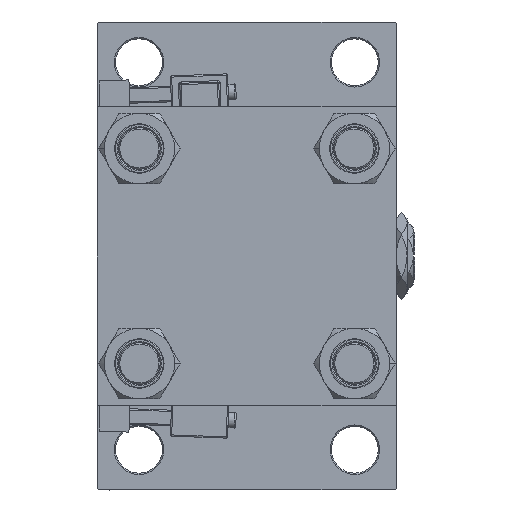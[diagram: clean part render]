
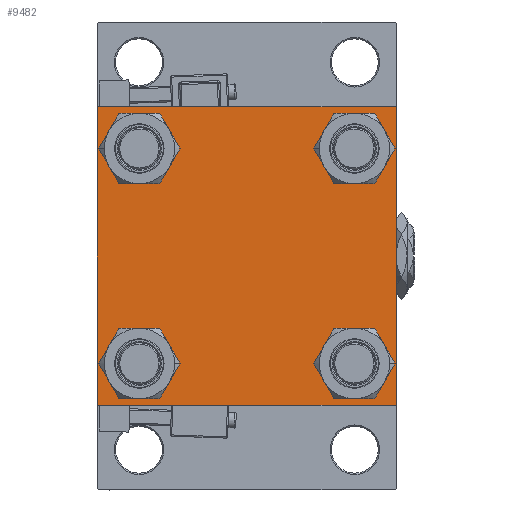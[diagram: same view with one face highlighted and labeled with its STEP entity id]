
A CAD part, left-side view. The second image highlights one B-rep face of the part: STEP entity #9482.
In plain terms, the highlighted planar face has unit normal (-1, 0, 0).
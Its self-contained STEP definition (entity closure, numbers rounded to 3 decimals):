
#931 = DIRECTION ( 'NONE',  ( 1., 0., 0. ) ) ;
#1156 = DIRECTION ( 'NONE',  ( 0., 0., 1. ) ) ;
#1555 = CIRCLE ( 'NONE', #2381, 8.5 ) ;
#1638 = DIRECTION ( 'NONE',  ( -1., 0., 0. ) ) ;
#1893 = FACE_BOUND ( 'NONE', #32850, .T. ) ;
#2152 = PLANE ( 'NONE',  #13932 ) ;
#2381 = AXIS2_PLACEMENT_3D ( 'NONE', #24998, #13381, #33191 ) ;
#2386 = CARTESIAN_POINT ( 'NONE',  ( 0., -41.35, 32.85 ) ) ;
#2412 = CIRCLE ( 'NONE', #8317, 8.5 ) ;
#2698 = ORIENTED_EDGE ( 'NONE', *, *, #45096, .T. ) ;
#3037 = VERTEX_POINT ( 'NONE', #11274 ) ;
#3236 = CARTESIAN_POINT ( 'NONE',  ( 0., -57.25, -57.25 ) ) ;
#3371 = DIRECTION ( 'NONE',  ( 0., 0., -1. ) ) ;
#3455 = CARTESIAN_POINT ( 'NONE',  ( 0., 41.35, 41.35 ) ) ;
#3582 = CARTESIAN_POINT ( 'NONE',  ( 0., -57., -57.5 ) ) ;
#3720 = ORIENTED_EDGE ( 'NONE', *, *, #36161, .T. ) ;
#4552 = LINE ( 'NONE', #47798, #43028 ) ;
#4817 = ORIENTED_EDGE ( 'NONE', *, *, #15168, .T. ) ;
#4879 = VERTEX_POINT ( 'NONE', #30486 ) ;
#5056 = DIRECTION ( 'NONE',  ( 1., 0., 0. ) ) ;
#5140 = DIRECTION ( 'NONE',  ( 0., 0., 1. ) ) ;
#5181 = DIRECTION ( 'NONE',  ( 1., 0., 0. ) ) ;
#5302 = CARTESIAN_POINT ( 'NONE',  ( 0., 57.5, 57. ) ) ;
#6364 = DIRECTION ( 'NONE',  ( 0., 0., 1. ) ) ;
#6440 = ORIENTED_EDGE ( 'NONE', *, *, #7024, .T. ) ;
#6619 = AXIS2_PLACEMENT_3D ( 'NONE', #3455, #35630, #7677 ) ;
#7024 = EDGE_CURVE ( 'NONE', #23307, #35689, #1555, .T. ) ;
#7677 = DIRECTION ( 'NONE',  ( 0., 0., 1. ) ) ;
#7683 = VERTEX_POINT ( 'NONE', #5302 ) ;
#7707 = VECTOR ( 'NONE', #10708, 1000. ) ;
#8317 = AXIS2_PLACEMENT_3D ( 'NONE', #33641, #33119, #41557 ) ;
#8382 = EDGE_CURVE ( 'NONE', #31792, #33885, #36674, .T. ) ;
#9045 = EDGE_CURVE ( 'NONE', #49846, #10639, #28391, .T. ) ;
#9376 = LINE ( 'NONE', #22259, #50985 ) ;
#9482 = ADVANCED_FACE ( 'NONE', ( #42760, #21646, #34847, #1893, #22693 ), #2152, .T. ) ;
#9755 = CARTESIAN_POINT ( 'NONE',  ( 0., 57.5, 57.5 ) ) ;
#9983 = EDGE_LOOP ( 'NONE', ( #6440, #20225 ) ) ;
#10073 = EDGE_CURVE ( 'NONE', #3037, #32690, #21505, .T. ) ;
#10121 = VERTEX_POINT ( 'NONE', #10385 ) ;
#10361 = AXIS2_PLACEMENT_3D ( 'NONE', #45457, #12994, #1156 ) ;
#10385 = CARTESIAN_POINT ( 'NONE',  ( 0., -57., 57.5 ) ) ;
#10601 = AXIS2_PLACEMENT_3D ( 'NONE', #13796, #931, #5140 ) ;
#10639 = VERTEX_POINT ( 'NONE', #12118 ) ;
#10708 = DIRECTION ( 'NONE',  ( 0., -1., 0. ) ) ;
#11261 = CARTESIAN_POINT ( 'NONE',  ( 0., -57.5, 57.5 ) ) ;
#11274 = CARTESIAN_POINT ( 'NONE',  ( 0., 41.35, 32.85 ) ) ;
#11337 = ORIENTED_EDGE ( 'NONE', *, *, #38492, .T. ) ;
#12118 = CARTESIAN_POINT ( 'NONE',  ( 0., -57.5, -57. ) ) ;
#12994 = DIRECTION ( 'NONE',  ( 1., 0., 0. ) ) ;
#13070 = CARTESIAN_POINT ( 'NONE',  ( 0., -41.35, -41.35 ) ) ;
#13381 = DIRECTION ( 'NONE',  ( 1., 0., 0. ) ) ;
#13796 = CARTESIAN_POINT ( 'NONE',  ( 0., 41.35, 41.35 ) ) ;
#13892 = AXIS2_PLACEMENT_3D ( 'NONE', #40801, #48692, #32882 ) ;
#13932 = AXIS2_PLACEMENT_3D ( 'NONE', #50911, #1638, #6364 ) ;
#14380 = CARTESIAN_POINT ( 'NONE',  ( 0., 41.35, -49.85 ) ) ;
#14455 = CIRCLE ( 'NONE', #41454, 8.5 ) ;
#14990 = LINE ( 'NONE', #27114, #43469 ) ;
#15168 = EDGE_CURVE ( 'NONE', #32690, #3037, #21771, .T. ) ;
#15682 = EDGE_CURVE ( 'NONE', #33885, #31792, #2412, .T. ) ;
#16148 = CARTESIAN_POINT ( 'NONE',  ( 0., -41.35, -49.85 ) ) ;
#16485 = AXIS2_PLACEMENT_3D ( 'NONE', #13070, #5181, #21246 ) ;
#19190 = ORIENTED_EDGE ( 'NONE', *, *, #46278, .T. ) ;
#19301 = DIRECTION ( 'NONE',  ( 0., -0.707, 0.707 ) ) ;
#19313 = CARTESIAN_POINT ( 'NONE',  ( 0., 57.5, -57. ) ) ;
#20197 = VERTEX_POINT ( 'NONE', #19313 ) ;
#20225 = ORIENTED_EDGE ( 'NONE', *, *, #29055, .T. ) ;
#20484 = CIRCLE ( 'NONE', #10361, 8.5 ) ;
#21246 = DIRECTION ( 'NONE',  ( 0., 0., 1. ) ) ;
#21505 = CIRCLE ( 'NONE', #10601, 8.5 ) ;
#21646 = FACE_BOUND ( 'NONE', #31391, .T. ) ;
#21771 = CIRCLE ( 'NONE', #6619, 8.5 ) ;
#22096 = EDGE_CURVE ( 'NONE', #49846, #10121, #34555, .T. ) ;
#22259 = CARTESIAN_POINT ( 'NONE',  ( 0., 57.5, -57.5 ) ) ;
#22693 = FACE_OUTER_BOUND ( 'NONE', #25031, .T. ) ;
#22737 = VECTOR ( 'NONE', #30841, 1000. ) ;
#23140 = VECTOR ( 'NONE', #19301, 1000. ) ;
#23307 = VERTEX_POINT ( 'NONE', #29480 ) ;
#23625 = EDGE_LOOP ( 'NONE', ( #24083, #38288 ) ) ;
#23783 = VERTEX_POINT ( 'NONE', #3582 ) ;
#24083 = ORIENTED_EDGE ( 'NONE', *, *, #15682, .T. ) ;
#24851 = LINE ( 'NONE', #9755, #29975 ) ;
#24998 = CARTESIAN_POINT ( 'NONE',  ( 0., 41.35, -41.35 ) ) ;
#25031 = EDGE_LOOP ( 'NONE', ( #36768, #3720, #46417, #2698, #25764, #47216, #36687, #30924 ) ) ;
#25077 = DIRECTION ( 'NONE',  ( 0., 0., 1. ) ) ;
#25764 = ORIENTED_EDGE ( 'NONE', *, *, #9045, .F. ) ;
#25820 = VERTEX_POINT ( 'NONE', #16148 ) ;
#27114 = CARTESIAN_POINT ( 'NONE',  ( 0., 57.25, 57.25 ) ) ;
#28391 = LINE ( 'NONE', #11261, #49304 ) ;
#29055 = EDGE_CURVE ( 'NONE', #35689, #23307, #20484, .T. ) ;
#29480 = CARTESIAN_POINT ( 'NONE',  ( 0., 41.35, -32.85 ) ) ;
#29975 = VECTOR ( 'NONE', #36752, 1000. ) ;
#30486 = CARTESIAN_POINT ( 'NONE',  ( 0., 57., -57.5 ) ) ;
#30841 = DIRECTION ( 'NONE',  ( 0., 0.707, 0.707 ) ) ;
#30924 = ORIENTED_EDGE ( 'NONE', *, *, #50011, .T. ) ;
#31278 = VERTEX_POINT ( 'NONE', #38278 ) ;
#31391 = EDGE_LOOP ( 'NONE', ( #11337, #19190 ) ) ;
#31529 = CARTESIAN_POINT ( 'NONE',  ( 0., 57.5, 57.5 ) ) ;
#31717 = DIRECTION ( 'NONE',  ( 0., -0.707, -0.707 ) ) ;
#31792 = VERTEX_POINT ( 'NONE', #2386 ) ;
#32304 = VERTEX_POINT ( 'NONE', #46227 ) ;
#32690 = VERTEX_POINT ( 'NONE', #42477 ) ;
#32850 = EDGE_LOOP ( 'NONE', ( #4817, #48552 ) ) ;
#32882 = DIRECTION ( 'NONE',  ( 0., 0., 1. ) ) ;
#33119 = DIRECTION ( 'NONE',  ( 1., 0., 0. ) ) ;
#33191 = DIRECTION ( 'NONE',  ( 0., 0., 1. ) ) ;
#33641 = CARTESIAN_POINT ( 'NONE',  ( 0., -41.35, 41.35 ) ) ;
#33885 = VERTEX_POINT ( 'NONE', #37953 ) ;
#34555 = LINE ( 'NONE', #38763, #22737 ) ;
#34847 = FACE_BOUND ( 'NONE', #9983, .T. ) ;
#34981 = LINE ( 'NONE', #31529, #7707 ) ;
#35322 = DIRECTION ( 'NONE',  ( 0., 0.707, -0.707 ) ) ;
#35630 = DIRECTION ( 'NONE',  ( 1., 0., 0. ) ) ;
#35689 = VERTEX_POINT ( 'NONE', #14380 ) ;
#36161 = EDGE_CURVE ( 'NONE', #20197, #4879, #4552, .T. ) ;
#36674 = CIRCLE ( 'NONE', #13892, 8.5 ) ;
#36687 = ORIENTED_EDGE ( 'NONE', *, *, #36786, .F. ) ;
#36752 = DIRECTION ( 'NONE',  ( 0., 0., -1. ) ) ;
#36768 = ORIENTED_EDGE ( 'NONE', *, *, #49936, .T. ) ;
#36786 = EDGE_CURVE ( 'NONE', #31278, #10121, #34981, .T. ) ;
#37229 = CARTESIAN_POINT ( 'NONE',  ( 0., -41.35, -41.35 ) ) ;
#37953 = CARTESIAN_POINT ( 'NONE',  ( 0., -41.35, 49.85 ) ) ;
#38278 = CARTESIAN_POINT ( 'NONE',  ( 0., 57., 57.5 ) ) ;
#38288 = ORIENTED_EDGE ( 'NONE', *, *, #8382, .T. ) ;
#38492 = EDGE_CURVE ( 'NONE', #32304, #25820, #14455, .T. ) ;
#38763 = CARTESIAN_POINT ( 'NONE',  ( 0., -57.25, 57.25 ) ) ;
#40801 = CARTESIAN_POINT ( 'NONE',  ( 0., -41.35, 41.35 ) ) ;
#41454 = AXIS2_PLACEMENT_3D ( 'NONE', #37229, #5056, #25077 ) ;
#41557 = DIRECTION ( 'NONE',  ( 0., 0., 1. ) ) ;
#42477 = CARTESIAN_POINT ( 'NONE',  ( 0., 41.35, 49.85 ) ) ;
#42760 = FACE_BOUND ( 'NONE', #23625, .T. ) ;
#43028 = VECTOR ( 'NONE', #31717, 1000. ) ;
#43321 = LINE ( 'NONE', #3236, #23140 ) ;
#43469 = VECTOR ( 'NONE', #35322, 1000. ) ;
#45096 = EDGE_CURVE ( 'NONE', #23783, #10639, #43321, .T. ) ;
#45457 = CARTESIAN_POINT ( 'NONE',  ( 0., 41.35, -41.35 ) ) ;
#45761 = EDGE_CURVE ( 'NONE', #4879, #23783, #9376, .T. ) ;
#46227 = CARTESIAN_POINT ( 'NONE',  ( 0., -41.35, -32.85 ) ) ;
#46278 = EDGE_CURVE ( 'NONE', #25820, #32304, #50193, .T. ) ;
#46417 = ORIENTED_EDGE ( 'NONE', *, *, #45761, .T. ) ;
#47216 = ORIENTED_EDGE ( 'NONE', *, *, #22096, .T. ) ;
#47798 = CARTESIAN_POINT ( 'NONE',  ( 0., 57.25, -57.25 ) ) ;
#47821 = CARTESIAN_POINT ( 'NONE',  ( 0., -57.5, 57. ) ) ;
#48552 = ORIENTED_EDGE ( 'NONE', *, *, #10073, .T. ) ;
#48692 = DIRECTION ( 'NONE',  ( 1., 0., 0. ) ) ;
#49304 = VECTOR ( 'NONE', #3371, 1000. ) ;
#49846 = VERTEX_POINT ( 'NONE', #47821 ) ;
#49936 = EDGE_CURVE ( 'NONE', #7683, #20197, #24851, .T. ) ;
#49969 = DIRECTION ( 'NONE',  ( 0., -1., 0. ) ) ;
#50011 = EDGE_CURVE ( 'NONE', #31278, #7683, #14990, .T. ) ;
#50193 = CIRCLE ( 'NONE', #16485, 8.5 ) ;
#50911 = CARTESIAN_POINT ( 'NONE',  ( 0., 0., 0. ) ) ;
#50985 = VECTOR ( 'NONE', #49969, 1000. ) ;
